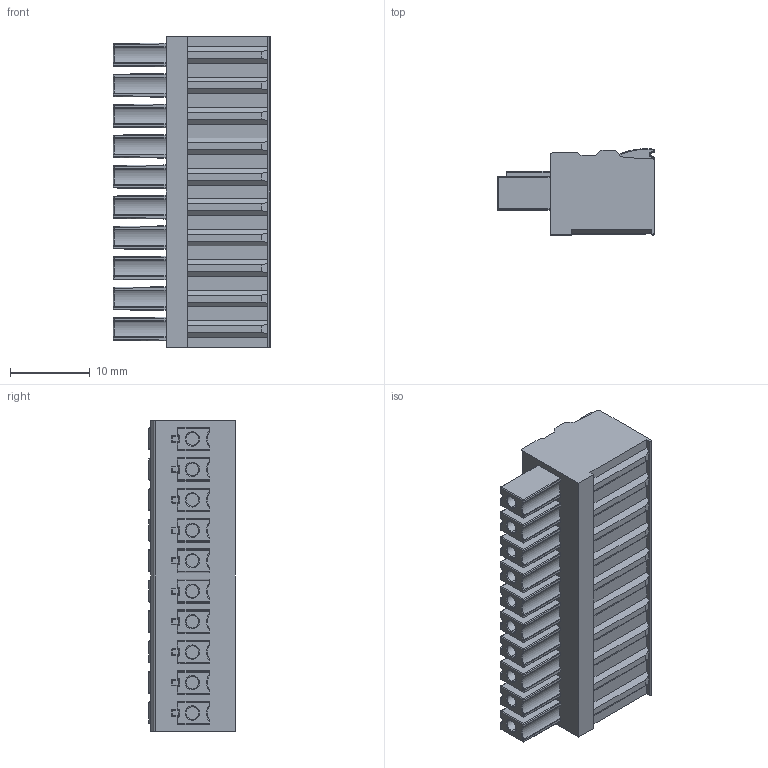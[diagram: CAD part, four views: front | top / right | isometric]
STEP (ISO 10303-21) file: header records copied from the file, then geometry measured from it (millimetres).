
FILE_DESCRIPTION (( 'STEP AP214' ), '1' );
FILE_NAME ('BX-RTB10-1.STEP', '2017-03-21T15:09:43', ( '' ), ( '' ), 'SwSTEP 2.0', 'SolidWorks 2016', '' );
FILE_SCHEMA (( 'AUTOMOTIVE_DESIGN' ));
Length unit declared in the file: millimetre
Products named in the file (1): BX-RTB10-1
Bounding box: 19.7 x 10.79 x 38.89 mm (x, y, z)
Volume: 5171.1 mm3; surface area: 5217.7 mm2
Topology: 11 solids, 21 shells, 1431 faces, 3519 edges, 2102 vertices
Faces by surface type: cylinder 598, plane 485, torus 290, sphere 58
Entity records: 51520 total; most frequent: CARTESIAN_POINT 11628, DIRECTION 7127, ORIENTED_EDGE 6922, EDGE_CURVE 3461, AXIS2_PLACEMENT_3D 2645, VERTEX_POINT 2102, VECTOR 1837, LINE 1837
